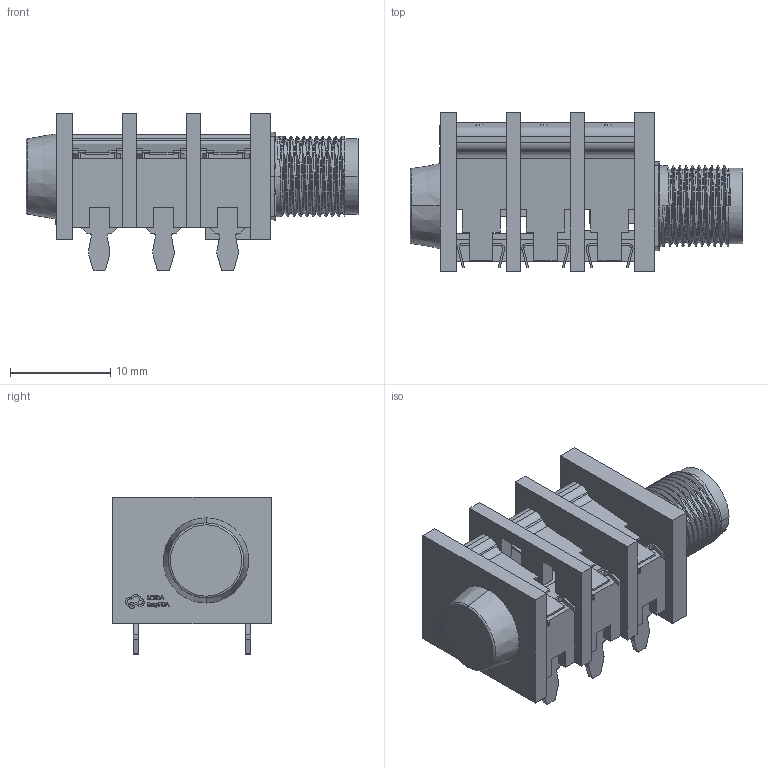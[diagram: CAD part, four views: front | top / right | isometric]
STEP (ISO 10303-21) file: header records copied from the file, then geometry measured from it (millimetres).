
FILE_DESCRIPTION (( 'STEP AP214' ), '1' );
FILE_NAME ('AUDIO-TH_PJ-611E.step', '2022-06-16T10:47:30', ( '' ), ( '' ), 'SwSTEP 2.0', 'SolidWorks 2020', '' );
FILE_SCHEMA (( 'AUTOMOTIVE_DESIGN' ));
Length unit declared in the file: millimetre
Products named in the file (1): AUDIO-TH_PJ-611E
Bounding box: 33.1 x 15.8 x 15.7 mm (x, y, z)
Volume: 1808.1 mm3; surface area: 3806.8 mm2
Topology: 11 solids, 11 shells, 736 faces, 2092 edges, 1392 vertices
Faces by surface type: plane 476, cylinder 142, bspline 101, torus 13, cone 4
Entity records: 33724 total; most frequent: CARTESIAN_POINT 7056, ORIENTED_EDGE 4184, DIRECTION 3324, EDGE_CURVE 2092, VECTOR 1510, LINE 1510, VERTEX_POINT 1392, AXIS2_PLACEMENT_3D 907
